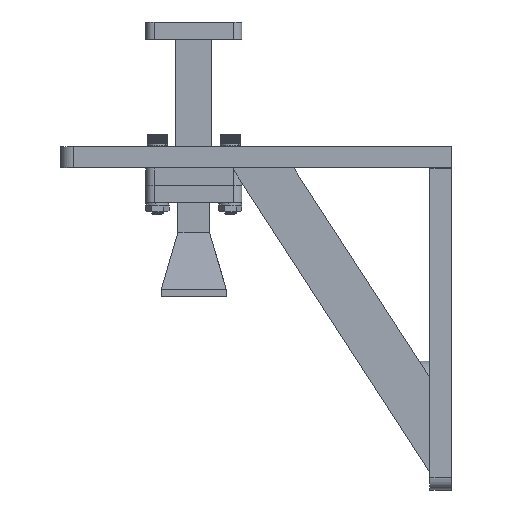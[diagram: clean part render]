
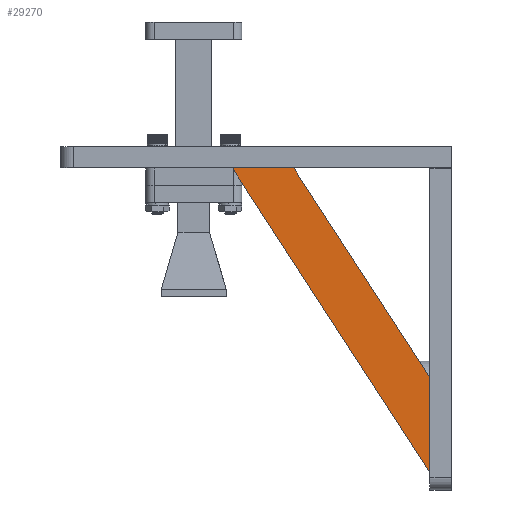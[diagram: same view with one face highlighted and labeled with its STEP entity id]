
A CAD part, left-side view. The second image highlights one B-rep face of the part: STEP entity #29270.
In plain terms, the highlighted planar face has unit normal (-1, 0, 0).
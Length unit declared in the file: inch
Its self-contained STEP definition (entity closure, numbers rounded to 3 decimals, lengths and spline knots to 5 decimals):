
#469 = FACE_OUTER_BOUND ( 'NONE', #30787, .T. ) ;
#509 = VERTEX_POINT ( 'NONE', #30224 ) ;
#810 = CARTESIAN_POINT ( 'NONE',  ( -1.22047, 0.19685, -2.12205 ) ) ;
#2826 = CARTESIAN_POINT ( 'NONE',  ( -1.22047, 0., 0. ) ) ;
#5285 = CARTESIAN_POINT ( 'NONE',  ( -1.22047, 0.19685, -2.99056 ) ) ;
#5432 = DIRECTION ( 'NONE',  ( 0., 0., -1. ) ) ;
#5650 = LINE ( 'NONE', #29092, #30696 ) ;
#6740 = DIRECTION ( 'NONE',  ( 0., 0.544, 0.839 ) ) ;
#7693 = DIRECTION ( 'NONE',  ( 0., -1., 0. ) ) ;
#9332 = EDGE_CURVE ( 'NONE', #509, #25179, #5650, .T. ) ;
#11098 = EDGE_CURVE ( 'NONE', #13766, #28125, #17125, .T. ) ;
#13432 = CARTESIAN_POINT ( 'NONE',  ( -1.22047, 0.19685, -2.99056 ) ) ;
#13766 = VERTEX_POINT ( 'NONE', #17477 ) ;
#14673 = PLANE ( 'NONE',  #27558 ) ;
#15299 = DIRECTION ( 'NONE',  ( 0., 0., -1. ) ) ;
#17007 = DIRECTION ( 'NONE',  ( 1., 0., 0. ) ) ;
#17125 = LINE ( 'NONE', #5285, #21062 ) ;
#17477 = CARTESIAN_POINT ( 'NONE',  ( -1.22047, 0.19685, -2.12205 ) ) ;
#18768 = LINE ( 'NONE', #810, #28215 ) ;
#21062 = VECTOR ( 'NONE', #5432, 39.37008 ) ;
#21161 = VECTOR ( 'NONE', #6740, 39.37008 ) ;
#21467 = EDGE_CURVE ( 'NONE', #28125, #509, #23293, .T. ) ;
#21640 = ORIENTED_EDGE ( 'NONE', *, *, #25251, .F. ) ;
#22131 = ORIENTED_EDGE ( 'NONE', *, *, #9332, .F. ) ;
#22301 = ORIENTED_EDGE ( 'NONE', *, *, #21467, .F. ) ;
#22344 = DIRECTION ( 'NONE',  ( 0., -0.544, -0.839 ) ) ;
#23293 = LINE ( 'NONE', #29994, #21161 ) ;
#25179 = VERTEX_POINT ( 'NONE', #25971 ) ;
#25251 = EDGE_CURVE ( 'NONE', #25179, #13766, #18768, .T. ) ;
#25352 = ORIENTED_EDGE ( 'NONE', *, *, #11098, .F. ) ;
#25971 = CARTESIAN_POINT ( 'NONE',  ( -1.22047, 1.44488, -0.19685 ) ) ;
#27558 = AXIS2_PLACEMENT_3D ( 'NONE', #2826, #17007, #15299 ) ;
#28125 = VERTEX_POINT ( 'NONE', #13432 ) ;
#28215 = VECTOR ( 'NONE', #22344, 39.37008 ) ;
#29092 = CARTESIAN_POINT ( 'NONE',  ( -1.22047, 1.44488, -0.19685 ) ) ;
#29270 = ADVANCED_FACE ( 'NONE', ( #469 ), #14673, .F. ) ;
#29994 = CARTESIAN_POINT ( 'NONE',  ( -1.22047, 2.00791, -0.19685 ) ) ;
#30224 = CARTESIAN_POINT ( 'NONE',  ( -1.22047, 2.00791, -0.19685 ) ) ;
#30696 = VECTOR ( 'NONE', #7693, 39.37008 ) ;
#30787 = EDGE_LOOP ( 'NONE', ( #25352, #21640, #22131, #22301 ) ) ;
